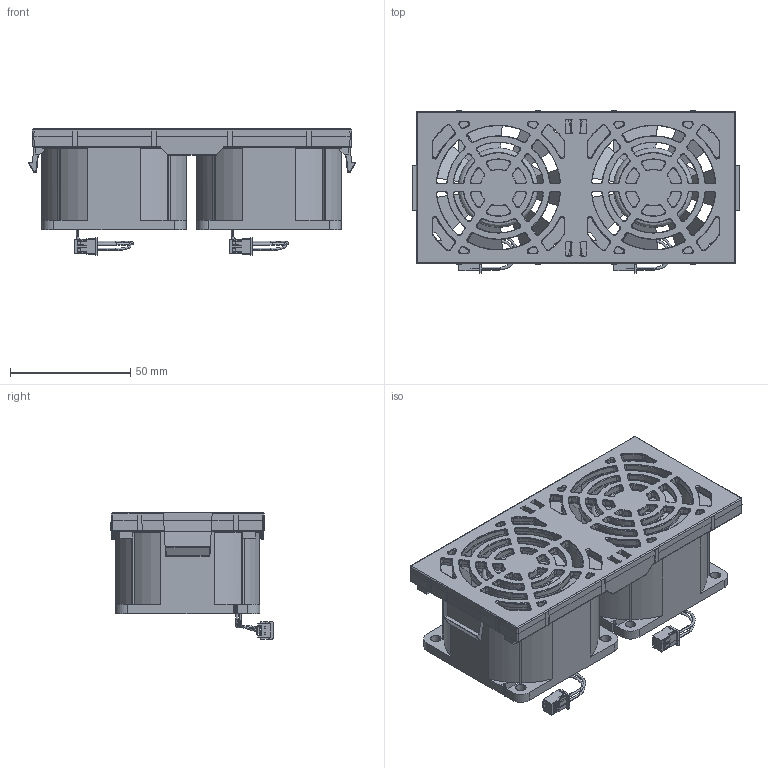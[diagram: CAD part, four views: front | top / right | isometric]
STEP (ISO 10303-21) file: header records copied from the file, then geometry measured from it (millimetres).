
FILE_DESCRIPTION (( 'STEP AP214' ), '1' );
FILE_NAME ('10002564002swa000 with ext3 Grill COMPLETE 1.STEP', '2021-07-14T16:30:14', ( '' ), ( '' ), 'SwSTEP 2.0', 'SolidWorks 2017', '' );
FILE_SCHEMA (( 'AUTOMOTIVE_DESIGN' ));
Length unit declared in the file: inch
Products named in the file (1): 10002564002swa000 with ext3 Grill COMPLETE 1
Bounding box: 135.95 x 67.45 x 52.6 mm (x, y, z)
Volume: 139823.2 mm3; surface area: 85301.7 mm2
Topology: 15 solids, 15 shells, 3641 faces, 9812 edges, 6203 vertices
Faces by surface type: bspline 1620, plane 1334, cylinder 671, torus 16
Entity records: 174153 total; most frequent: CARTESIAN_POINT 82076, ORIENTED_EDGE 19624, DIRECTION 11727, EDGE_CURVE 9812, VERTEX_POINT 6203, VECTOR 4615, LINE 4615, EDGE_LOOP 3819
